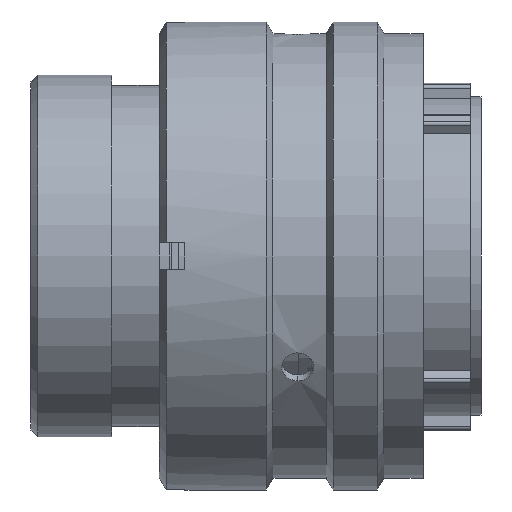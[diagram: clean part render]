
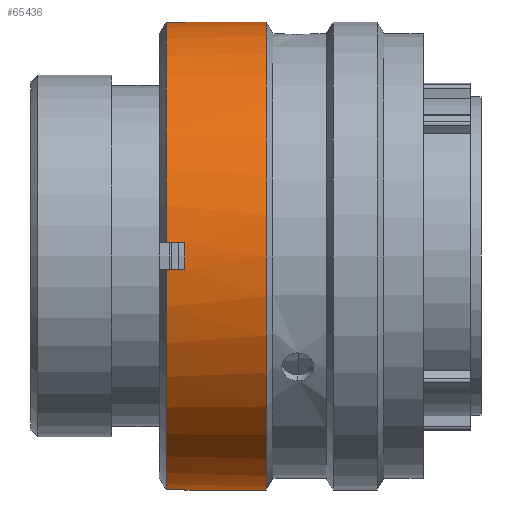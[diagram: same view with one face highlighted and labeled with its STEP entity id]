
A CAD part, front view. The second image highlights one B-rep face of the part: STEP entity #65436.
In plain terms, the highlighted cylindrical face has radius 17.35 mm (diameter 34.7 mm), a partial arc.
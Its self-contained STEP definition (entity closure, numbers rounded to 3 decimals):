
#69 = EDGE_CURVE ( 'NONE', #73391, #57424, #65372, .T. ) ;
#193 = AXIS2_PLACEMENT_3D ( 'NONE', #59405, #43512, #7764 ) ;
#215 = VECTOR ( 'NONE', #6987, 1000. ) ;
#1878 = VECTOR ( 'NONE', #69061, 1000. ) ;
#3092 = CARTESIAN_POINT ( 'NONE',  ( 11.42, 0., 0. ) ) ;
#3445 = DIRECTION ( 'NONE',  ( -1., 0., 0. ) ) ;
#4201 = CARTESIAN_POINT ( 'NONE',  ( 10.02, -17.321, 1. ) ) ;
#5137 = ORIENTED_EDGE ( 'NONE', *, *, #28361, .T. ) ;
#5622 = EDGE_CURVE ( 'NONE', #6720, #57424, #39655, .T. ) ;
#5907 = AXIS2_PLACEMENT_3D ( 'NONE', #3092, #44865, #9128 ) ;
#6044 = ORIENTED_EDGE ( 'NONE', *, *, #65277, .F. ) ;
#6305 = CARTESIAN_POINT ( 'NONE',  ( 17.44, 0., 0. ) ) ;
#6339 = CYLINDRICAL_SURFACE ( 'NONE', #69594, 17.35 ) ;
#6720 = VERTEX_POINT ( 'NONE', #39749 ) ;
#6921 = ORIENTED_EDGE ( 'NONE', *, *, #8933, .T. ) ;
#6987 = DIRECTION ( 'NONE',  ( -1., 0., 0. ) ) ;
#7469 = EDGE_CURVE ( 'NONE', #69363, #35281, #11570, .T. ) ;
#7764 = DIRECTION ( 'NONE',  ( 0., 0., -1. ) ) ;
#8282 = EDGE_CURVE ( 'NONE', #71511, #60414, #9048, .T. ) ;
#8933 = EDGE_CURVE ( 'NONE', #73391, #39130, #62208, .T. ) ;
#9048 = CIRCLE ( 'NONE', #72121, 17.35 ) ;
#9128 = DIRECTION ( 'NONE',  ( 0., 0., -1. ) ) ;
#10187 = LINE ( 'NONE', #45718, #40074 ) ;
#10193 = EDGE_CURVE ( 'NONE', #35281, #34709, #39676, .T. ) ;
#10869 = DIRECTION ( 'NONE',  ( 1., 0., 0. ) ) ;
#11010 = DIRECTION ( 'NONE',  ( 1., 0., 0. ) ) ;
#11399 = VERTEX_POINT ( 'NONE', #44573 ) ;
#11570 = LINE ( 'NONE', #27088, #57261 ) ;
#11780 = CARTESIAN_POINT ( 'NONE',  ( 29.07, 0., 0. ) ) ;
#12311 = DIRECTION ( 'NONE',  ( 0., 0., 1. ) ) ;
#12313 = CARTESIAN_POINT ( 'NONE',  ( 10.02, -17.321, -1. ) ) ;
#12622 = ORIENTED_EDGE ( 'NONE', *, *, #37076, .F. ) ;
#14144 = CIRCLE ( 'NONE', #5907, 17.35 ) ;
#14172 = ORIENTED_EDGE ( 'NONE', *, *, #10193, .F. ) ;
#16806 = VERTEX_POINT ( 'NONE', #74955 ) ;
#18010 = LINE ( 'NONE', #30459, #215 ) ;
#18753 = AXIS2_PLACEMENT_3D ( 'NONE', #6305, #48021, #12311 ) ;
#20860 = DIRECTION ( 'NONE',  ( 1., 0., 0. ) ) ;
#22227 = FACE_OUTER_BOUND ( 'NONE', #74689, .T. ) ;
#22977 = VECTOR ( 'NONE', #73519, 1000. ) ;
#24585 = ORIENTED_EDGE ( 'NONE', *, *, #8282, .T. ) ;
#26044 = ORIENTED_EDGE ( 'NONE', *, *, #69, .F. ) ;
#26212 = EDGE_CURVE ( 'NONE', #16806, #34709, #48073, .T. ) ;
#27088 = CARTESIAN_POINT ( 'NONE',  ( 29.07, 0., 17.35 ) ) ;
#27857 = ORIENTED_EDGE ( 'NONE', *, *, #5622, .T. ) ;
#28361 = EDGE_CURVE ( 'NONE', #59318, #71511, #18010, .T. ) ;
#28522 = CARTESIAN_POINT ( 'NONE',  ( 11.42, -17.321, -1. ) ) ;
#29231 = DIRECTION ( 'NONE',  ( 0., 0., -1. ) ) ;
#30459 = CARTESIAN_POINT ( 'NONE',  ( 29.07, -1., 17.321 ) ) ;
#31193 = CARTESIAN_POINT ( 'NONE',  ( 10.02, 0., 0. ) ) ;
#32001 = EDGE_CURVE ( 'NONE', #6720, #60414, #52826, .T. ) ;
#32257 = VECTOR ( 'NONE', #10869, 1000. ) ;
#34709 = VERTEX_POINT ( 'NONE', #39892 ) ;
#34873 = CARTESIAN_POINT ( 'NONE',  ( 29.07, 0., -17.35 ) ) ;
#35281 = VERTEX_POINT ( 'NONE', #48527 ) ;
#36656 = CIRCLE ( 'NONE', #193, 17.35 ) ;
#37076 = EDGE_CURVE ( 'NONE', #59318, #69363, #36656, .T. ) ;
#37265 = DIRECTION ( 'NONE',  ( 0., 0., -1. ) ) ;
#37768 = CARTESIAN_POINT ( 'NONE',  ( 11.42, -17.321, 1. ) ) ;
#39130 = VERTEX_POINT ( 'NONE', #45813 ) ;
#39655 = CIRCLE ( 'NONE', #40468, 17.35 ) ;
#39676 = CIRCLE ( 'NONE', #18753, 17.35 ) ;
#39749 = CARTESIAN_POINT ( 'NONE',  ( 11.42, -17.321, 1. ) ) ;
#39892 = CARTESIAN_POINT ( 'NONE',  ( 17.44, 0., -17.35 ) ) ;
#40074 = VECTOR ( 'NONE', #3445, 1000. ) ;
#40468 = AXIS2_PLACEMENT_3D ( 'NONE', #56587, #20860, #62641 ) ;
#41701 = CARTESIAN_POINT ( 'NONE',  ( 11.42, -1., 17.321 ) ) ;
#43512 = DIRECTION ( 'NONE',  ( -1., 0., 0. ) ) ;
#44573 = CARTESIAN_POINT ( 'NONE',  ( 11.42, -1., -17.321 ) ) ;
#44865 = DIRECTION ( 'NONE',  ( 1., 0., 0. ) ) ;
#45718 = CARTESIAN_POINT ( 'NONE',  ( 11.42, -1., -17.321 ) ) ;
#45813 = CARTESIAN_POINT ( 'NONE',  ( 10.02, -1., -17.321 ) ) ;
#46723 = CARTESIAN_POINT ( 'NONE',  ( 10.02, 0., 0. ) ) ;
#48021 = DIRECTION ( 'NONE',  ( 1., 0., 0. ) ) ;
#48073 = LINE ( 'NONE', #34873, #32257 ) ;
#48527 = CARTESIAN_POINT ( 'NONE',  ( 17.44, 0., 17.35 ) ) ;
#50190 = CARTESIAN_POINT ( 'NONE',  ( 10.02, -1., 17.321 ) ) ;
#50519 = ORIENTED_EDGE ( 'NONE', *, *, #7469, .F. ) ;
#52701 = DIRECTION ( 'NONE',  ( 0., 0., -1. ) ) ;
#52826 = LINE ( 'NONE', #37768, #22977 ) ;
#55616 = AXIS2_PLACEMENT_3D ( 'NONE', #46723, #11010, #52701 ) ;
#56587 = CARTESIAN_POINT ( 'NONE',  ( 11.42, 0., 0. ) ) ;
#56751 = ORIENTED_EDGE ( 'NONE', *, *, #32001, .F. ) ;
#57261 = VECTOR ( 'NONE', #68878, 1000. ) ;
#57424 = VERTEX_POINT ( 'NONE', #28522 ) ;
#58976 = DIRECTION ( 'NONE',  ( 1., 0., 0. ) ) ;
#59318 = VERTEX_POINT ( 'NONE', #41701 ) ;
#59405 = CARTESIAN_POINT ( 'NONE',  ( 11.42, 0., 0. ) ) ;
#60414 = VERTEX_POINT ( 'NONE', #4201 ) ;
#62208 = CIRCLE ( 'NONE', #55616, 17.35 ) ;
#62641 = DIRECTION ( 'NONE',  ( 0., 0., -1. ) ) ;
#63003 = EDGE_CURVE ( 'NONE', #11399, #16806, #14144, .T. ) ;
#63297 = CARTESIAN_POINT ( 'NONE',  ( 11.42, -17.321, -1. ) ) ;
#65277 = EDGE_CURVE ( 'NONE', #11399, #39130, #10187, .T. ) ;
#65372 = LINE ( 'NONE', #63297, #1878 ) ;
#65436 = ADVANCED_FACE ( 'NONE', ( #22227 ), #6339, .T. ) ;
#66380 = ORIENTED_EDGE ( 'NONE', *, *, #26212, .T. ) ;
#68878 = DIRECTION ( 'NONE',  ( 1., 0., 0. ) ) ;
#69061 = DIRECTION ( 'NONE',  ( 1., 0., 0. ) ) ;
#69363 = VERTEX_POINT ( 'NONE', #77015 ) ;
#69594 = AXIS2_PLACEMENT_3D ( 'NONE', #11780, #58976, #29231 ) ;
#71511 = VERTEX_POINT ( 'NONE', #50190 ) ;
#72121 = AXIS2_PLACEMENT_3D ( 'NONE', #31193, #72987, #37265 ) ;
#72987 = DIRECTION ( 'NONE',  ( 1., 0., 0. ) ) ;
#73391 = VERTEX_POINT ( 'NONE', #12313 ) ;
#73519 = DIRECTION ( 'NONE',  ( -1., 0., 0. ) ) ;
#74689 = EDGE_LOOP ( 'NONE', ( #50519, #12622, #5137, #24585, #56751, #27857, #26044, #6921, #6044, #77230, #66380, #14172 ) ) ;
#74955 = CARTESIAN_POINT ( 'NONE',  ( 11.42, 0., -17.35 ) ) ;
#77015 = CARTESIAN_POINT ( 'NONE',  ( 11.42, 0., 17.35 ) ) ;
#77230 = ORIENTED_EDGE ( 'NONE', *, *, #63003, .T. ) ;
